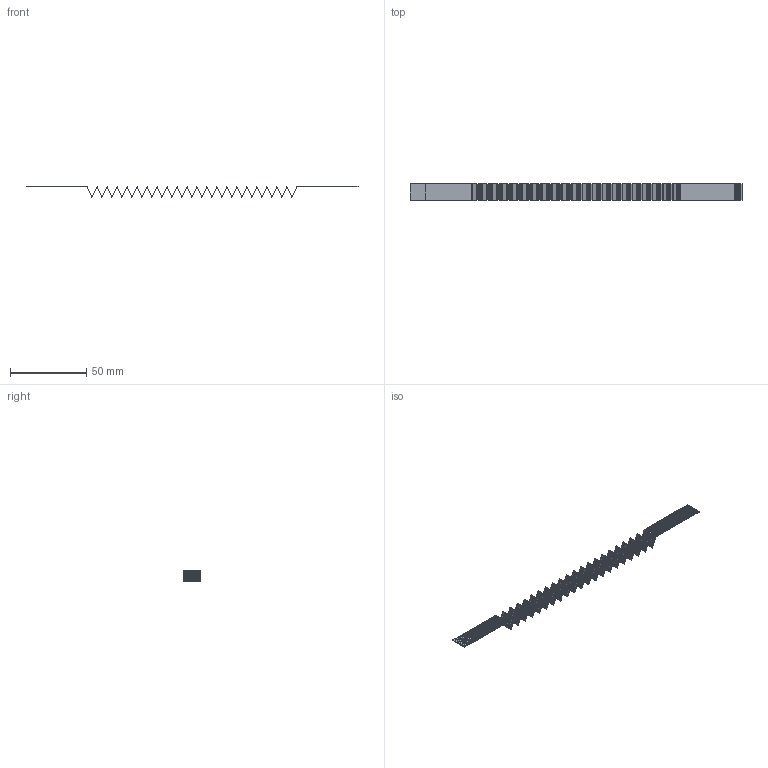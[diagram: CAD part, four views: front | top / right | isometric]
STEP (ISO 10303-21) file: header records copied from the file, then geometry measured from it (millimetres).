
FILE_DESCRIPTION(/* description */ ('Unknown'),/* implementation_level */ '2;1');
FILE_NAME(/* name */ '686710141001',/* time_stamp */ '2020-12-10T09:23:26+01:00',/* author */ ('Unknown'),/* organization */ ('Unknown'),/* preprocessor_version */ 'ST-DEVELOPER v16.7',/* originating_system */ 'DEX',/* authorisation */ $);
FILE_SCHEMA (('AP203_CONFIGURATION_CONTROLLED_3D_DESIGN_OF_MECHANICAL_PARTS_AND_ASSEMBLIES_MIM_LF { 1 0 10303 203 3 1 4 }','AUTOMOTIVE_DESIGN {1 0 10303 214 3 1 1}'));
Length unit declared in the file: millimetre
Products named in the file (2): 6867xx141001; 686710141001
Assembly tree (1 placements, depth 2):
  6867xx141001
    686710141001
Bounding box: 217.84 x 11 x 7.84 mm (x, y, z)
Volume: 410.8 mm3; surface area: 15253.5 mm2
Topology: 1 solids, 1 shells, 1088 faces, 3210 edges, 2124 vertices
Faces by surface type: plane 1088
Entity records: 43205 total; most frequent: CARTESIAN_POINT 6430, ORIENTED_EDGE 6420, DIRECTION 5388, EDGE_CURVE 3210, LINE 3208, VECTOR 3208, VERTEX_POINT 2124, AXIS2_PLACEMENT_3D 1090
